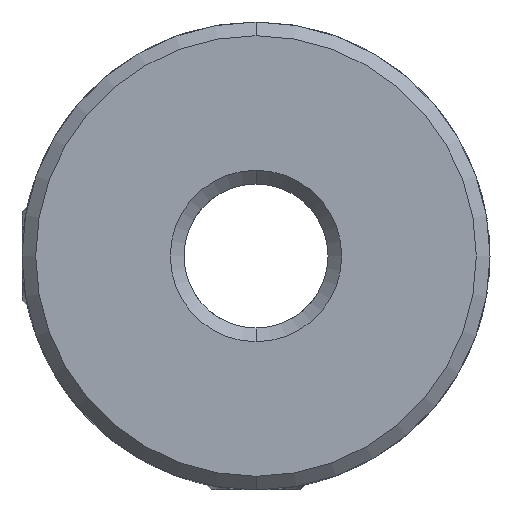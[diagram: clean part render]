
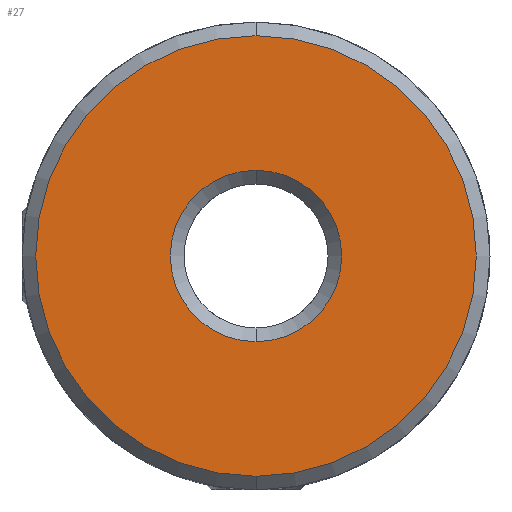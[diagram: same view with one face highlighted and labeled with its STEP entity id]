
A CAD part, left-side view. The second image highlights one B-rep face of the part: STEP entity #27.
In plain terms, the highlighted planar face has unit normal (-1, 0, 0).
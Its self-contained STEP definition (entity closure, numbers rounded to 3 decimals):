
#27 = ADVANCED_FACE ( 'NONE', ( #1528, #1521 ), #967, .F. ) ;
#357 = EDGE_LOOP ( 'NONE', ( #5216, #5217 ) ) ;
#367 = EDGE_LOOP ( 'NONE', ( #5218, #5219 ) ) ;
#752 = EDGE_CURVE ( 'NONE', #4887, #4888, #4394, .T. ) ;
#753 = EDGE_CURVE ( 'NONE', #4890, #4889, #4395, .T. ) ;
#780 = AXIS2_PLACEMENT_3D ( 'NONE', #970, #978, #979 ) ;
#967 = PLANE ( 'NONE',  #780 ) ;
#970 = CARTESIAN_POINT ( 'NONE',  ( -11., 0., 0. ) ) ;
#978 = DIRECTION ( 'NONE',  ( 1., 0., 0. ) ) ;
#979 = DIRECTION ( 'NONE',  ( 0., 0., -1. ) ) ;
#1521 = FACE_BOUND ( 'NONE', #367, .T. ) ;
#1528 = FACE_OUTER_BOUND ( 'NONE', #357, .T. ) ;
#2026 = AXIS2_PLACEMENT_3D ( 'NONE', #3829, #3831, #3832 ) ;
#2027 = AXIS2_PLACEMENT_3D ( 'NONE', #3826, #3827, #3828 ) ;
#2040 = AXIS2_PLACEMENT_3D ( 'NONE', #4250, #4258, #4259 ) ;
#2045 = AXIS2_PLACEMENT_3D ( 'NONE', #4311, #4312, #4313 ) ;
#3826 = CARTESIAN_POINT ( 'NONE',  ( -11., 0., 0. ) ) ;
#3827 = DIRECTION ( 'NONE',  ( -1., 0., 0. ) ) ;
#3828 = DIRECTION ( 'NONE',  ( 0., 0., -1. ) ) ;
#3829 = CARTESIAN_POINT ( 'NONE',  ( -11., 0., 0. ) ) ;
#3831 = DIRECTION ( 'NONE',  ( 1., 0., 0. ) ) ;
#3832 = DIRECTION ( 'NONE',  ( 0., 0., -1. ) ) ;
#3956 = CARTESIAN_POINT ( 'NONE',  ( -11., 0., -6.119 ) ) ;
#3957 = CARTESIAN_POINT ( 'NONE',  ( -11., 0., 6.119 ) ) ;
#3958 = CARTESIAN_POINT ( 'NONE',  ( -11., 0., 2.381 ) ) ;
#3959 = CARTESIAN_POINT ( 'NONE',  ( -11., 0., -2.381 ) ) ;
#4250 = CARTESIAN_POINT ( 'NONE',  ( -11., 0., 0. ) ) ;
#4258 = DIRECTION ( 'NONE',  ( 1., 0., 0. ) ) ;
#4259 = DIRECTION ( 'NONE',  ( 0., 0., -1. ) ) ;
#4311 = CARTESIAN_POINT ( 'NONE',  ( -11., 0., 0. ) ) ;
#4312 = DIRECTION ( 'NONE',  ( -1., 0., 0. ) ) ;
#4313 = DIRECTION ( 'NONE',  ( 0., 0., -1. ) ) ;
#4394 = CIRCLE ( 'NONE', #2027, 6.119 ) ;
#4395 = CIRCLE ( 'NONE', #2026, 2.381 ) ;
#4452 = CIRCLE ( 'NONE', #2040, 2.381 ) ;
#4471 = CIRCLE ( 'NONE', #2045, 6.119 ) ;
#4887 = VERTEX_POINT ( 'NONE', #3956 ) ;
#4888 = VERTEX_POINT ( 'NONE', #3957 ) ;
#4889 = VERTEX_POINT ( 'NONE', #3958 ) ;
#4890 = VERTEX_POINT ( 'NONE', #3959 ) ;
#5216 = ORIENTED_EDGE ( 'NONE', *, *, #752, .T. ) ;
#5217 = ORIENTED_EDGE ( 'NONE', *, *, #5350, .T. ) ;
#5218 = ORIENTED_EDGE ( 'NONE', *, *, #5336, .T. ) ;
#5219 = ORIENTED_EDGE ( 'NONE', *, *, #753, .T. ) ;
#5336 = EDGE_CURVE ( 'NONE', #4889, #4890, #4452, .T. ) ;
#5350 = EDGE_CURVE ( 'NONE', #4888, #4887, #4471, .T. ) ;
